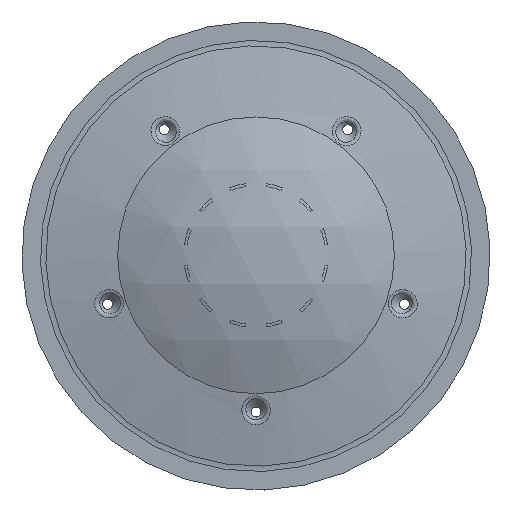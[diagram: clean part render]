
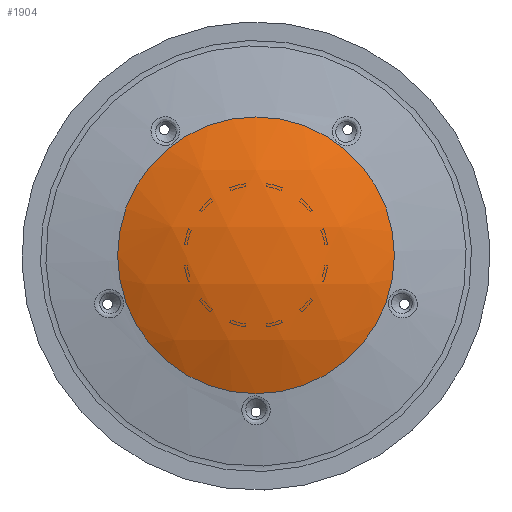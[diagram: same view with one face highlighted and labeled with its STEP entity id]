
A CAD part, top view. The second image highlights one B-rep face of the part: STEP entity #1904.
In plain terms, the highlighted spherical face has radius 2270.51 mm.
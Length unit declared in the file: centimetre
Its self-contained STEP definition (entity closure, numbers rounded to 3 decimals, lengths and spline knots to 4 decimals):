
#20=SPHERICAL_SURFACE('',#2100,227.0511);
#483=FACE_OUTER_BOUND('',#597,.T.);
#597=EDGE_LOOP('',(#1791));
#755=CIRCLE('',#2098,97.5);
#939=VERTEX_POINT('',#5935);
#1223=EDGE_CURVE('',#939,#939,#755,.T.);
#1791=ORIENTED_EDGE('',*,*,#1223,.F.);
#1904=ADVANCED_FACE('',(#483),#20,.T.);
#2098=AXIS2_PLACEMENT_3D('',#5937,#2608,#2609);
#2100=AXIS2_PLACEMENT_3D('',#5939,#2612,#2613);
#2608=DIRECTION('center_axis',(0.,0.,
-1.));
#2609=DIRECTION('ref_axis',(1.,0.,0.));
#2612=DIRECTION('center_axis',(0.,-1.,0.));
#2613=DIRECTION('ref_axis',(1.,0.,0.));
#5935=CARTESIAN_POINT('',(3198.8964,1373.1696,128.));
#5937=CARTESIAN_POINT('Origin',(3101.3964,1373.1696,128.));
#5939=CARTESIAN_POINT('Origin',(3101.3964,1373.1696,-77.0511));
